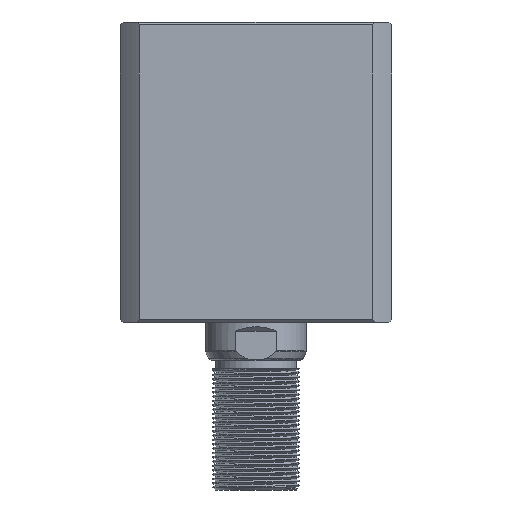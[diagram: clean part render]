
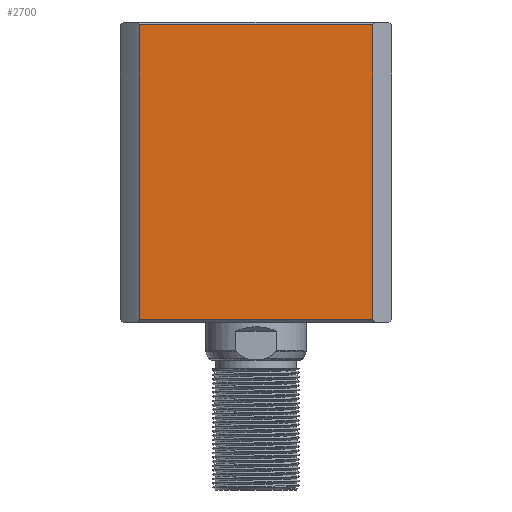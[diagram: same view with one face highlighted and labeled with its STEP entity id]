
A CAD part, left-side view. The second image highlights one B-rep face of the part: STEP entity #2700.
In plain terms, the highlighted planar face has unit normal (-1, 0, 0).
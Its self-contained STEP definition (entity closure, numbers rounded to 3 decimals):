
#2218 = CARTESIAN_POINT ( 'NONE',  ( -47., 47., 103. ) ) ;
#2222 = CARTESIAN_POINT ( 'NONE',  ( -47., -40.435, 300. ) ) ;
#2531 = ORIENTED_EDGE ( 'NONE', *, *, #12488, .F. ) ;
#2700 = ADVANCED_FACE ( 'NONE', ( #11861 ), #17313, .F. ) ;
#3595 = DIRECTION ( 'NONE',  ( 0., 0., -1. ) ) ;
#3609 = DIRECTION ( 'NONE',  ( 0., 1., 0. ) ) ;
#4693 = LINE ( 'NONE', #2218, #7919 ) ;
#4944 = DIRECTION ( 'NONE',  ( 0., 1., 0. ) ) ;
#5023 = VERTEX_POINT ( 'NONE', #9945 ) ;
#5051 = EDGE_CURVE ( 'NONE', #13415, #5023, #7367, .T. ) ;
#5359 = VERTEX_POINT ( 'NONE', #11630 ) ;
#5676 = LINE ( 'NONE', #2222, #16254 ) ;
#6435 = CARTESIAN_POINT ( 'NONE',  ( -47., -40.435, 103. ) ) ;
#7367 = LINE ( 'NONE', #14120, #14245 ) ;
#7392 = CARTESIAN_POINT ( 'NONE',  ( -47., 40.435, 1. ) ) ;
#7480 = AXIS2_PLACEMENT_3D ( 'NONE', #17261, #11799, #3609 ) ;
#7919 = VECTOR ( 'NONE', #4944, 1000. ) ;
#7960 = EDGE_LOOP ( 'NONE', ( #10853, #15432, #2531, #11940 ) ) ;
#9945 = CARTESIAN_POINT ( 'NONE',  ( -47., -40.435, 1. ) ) ;
#10207 = LINE ( 'NONE', #11851, #16731 ) ;
#10853 = ORIENTED_EDGE ( 'NONE', *, *, #15730, .F. ) ;
#10961 = EDGE_CURVE ( 'NONE', #15814, #5359, #4693, .T. ) ;
#11630 = CARTESIAN_POINT ( 'NONE',  ( -47., 40.435, 103. ) ) ;
#11799 = DIRECTION ( 'NONE',  ( 1., 0., 0. ) ) ;
#11851 = CARTESIAN_POINT ( 'NONE',  ( -47., 40.435, 300. ) ) ;
#11861 = FACE_OUTER_BOUND ( 'NONE', #7960, .T. ) ;
#11940 = ORIENTED_EDGE ( 'NONE', *, *, #5051, .T. ) ;
#12488 = EDGE_CURVE ( 'NONE', #13415, #5359, #10207, .T. ) ;
#13415 = VERTEX_POINT ( 'NONE', #7392 ) ;
#14120 = CARTESIAN_POINT ( 'NONE',  ( -47., 47., 1. ) ) ;
#14245 = VECTOR ( 'NONE', #15535, 1000. ) ;
#15432 = ORIENTED_EDGE ( 'NONE', *, *, #10961, .T. ) ;
#15535 = DIRECTION ( 'NONE',  ( 0., -1., 0. ) ) ;
#15730 = EDGE_CURVE ( 'NONE', #15814, #5023, #5676, .T. ) ;
#15814 = VERTEX_POINT ( 'NONE', #6435 ) ;
#16000 = DIRECTION ( 'NONE',  ( 0., 0., 1. ) ) ;
#16254 = VECTOR ( 'NONE', #3595, 1000. ) ;
#16731 = VECTOR ( 'NONE', #16000, 1000. ) ;
#17261 = CARTESIAN_POINT ( 'NONE',  ( -47., 47., 104. ) ) ;
#17313 = PLANE ( 'NONE',  #7480 ) ;
